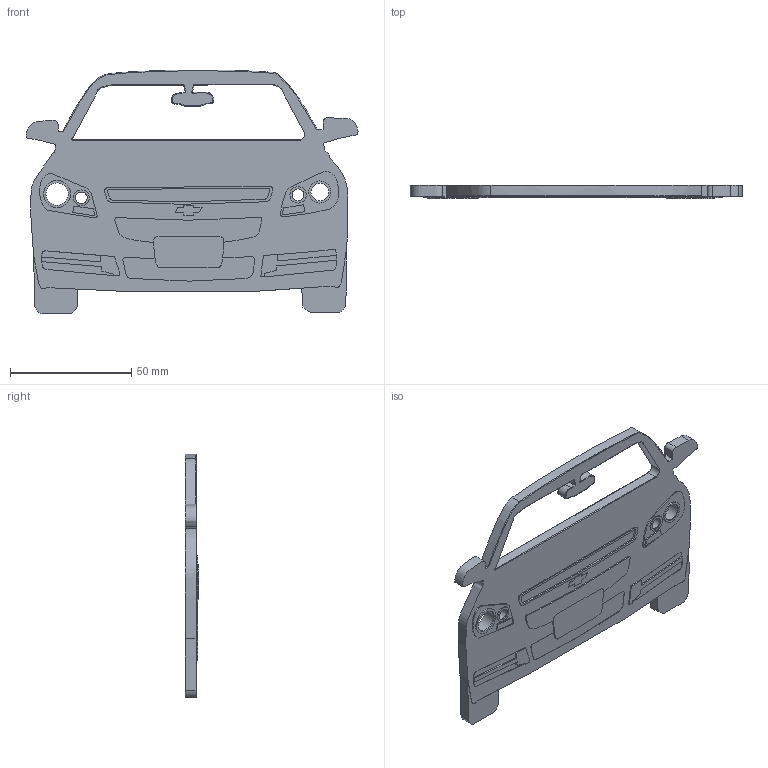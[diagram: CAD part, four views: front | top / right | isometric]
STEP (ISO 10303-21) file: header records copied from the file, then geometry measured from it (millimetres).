
FILE_DESCRIPTION(/* description */ ('STEP AP242','CAx-IF Rec.Pracs.---Representation and Presentation of Product Manufacturing Information (PMI)---4.0---2014-10-13','CAx-IF Rec.Pracs.---3D Tessellated Geometry---0.4---2014-09-14','2;1'),/* implementation_level */ '2;1');
FILE_NAME(/* name */ '667f9ebac458e35d004f81b9',/* time_stamp */ '2024-06-29T05:42:19Z',/* author */ (''),/* organization */ (''),/* preprocessor_version */ 'ST-DEVELOPER v20',/* originating_system */ ' ',/* authorisation */ ' ');
FILE_SCHEMA (('AP242_MANAGED_MODEL_BASED_3D_ENGINEERING_MIM_LF { 1 0 10303 442 1 1 4 }'));
Length unit declared in the file: metre
Products named in the file (20): Part 17; Part 18; Part 19; Part 20; Part 16; Part 15; Part 14; Part 12; Part 11; Part 13; Part 10; Part 9; Part 8; Part 5; Part 4; Part 7; Part 6; Part 3; Part 2; Part 1
Bounding box: 137.02 x 5.59 x 100.64 mm (x, y, z)
Volume: 41984.2 mm3; surface area: 30820.5 mm2
Topology: 20 solids, 20 shells, 327 faces, 809 edges, 519 vertices
Faces by surface type: plane 171, cylinder 79, bspline 51, torus 22, sphere 4
Full cylindrical faces by diameter (mm): 4.807 x2, 4.904 x2, 6.523 x3, 6.712 x3, 7.325 x2, 9.151 x3, 9.216 x2, 11.184 x3
Entity records: 11947 total; most frequent: CARTESIAN_POINT 3925, ORIENTED_EDGE 1570, DIRECTION 1455, EDGE_CURVE 785, VERTEX_POINT 519, AXIS2_PLACEMENT_3D 487, LINE 481, VECTOR 481
